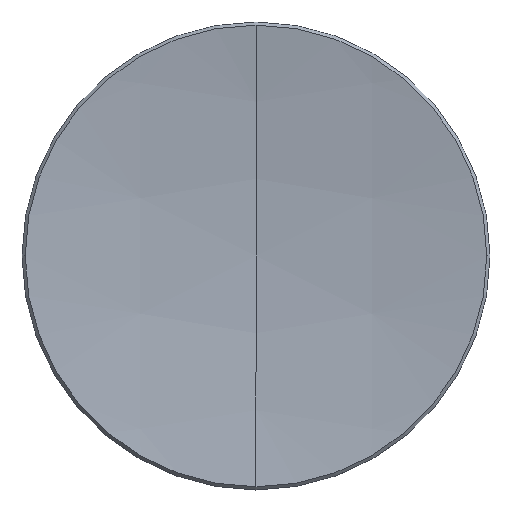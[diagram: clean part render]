
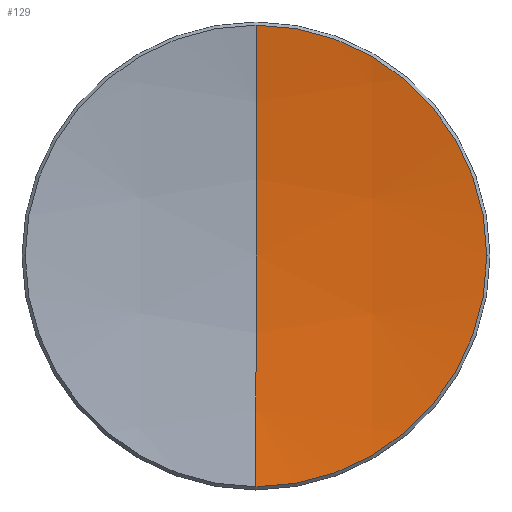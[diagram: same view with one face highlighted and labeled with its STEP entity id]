
A CAD part, top view. The second image highlights one B-rep face of the part: STEP entity #129.
In plain terms, the highlighted spherical face has radius 82.23 mm.
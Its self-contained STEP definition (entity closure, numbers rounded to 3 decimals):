
#11 = AXIS2_PLACEMENT_3D ( 'NONE', #150, #84, #267 ) ;
#13 = EDGE_CURVE ( 'NONE', #141, #225, #146, .T. ) ;
#15 = CARTESIAN_POINT ( 'NONE',  ( 0., 0., 5.973 ) ) ;
#21 = DIRECTION ( 'NONE',  ( 1., 0., 0. ) ) ;
#30 = ORIENTED_EDGE ( 'NONE', *, *, #275, .T. ) ;
#37 = DIRECTION ( 'NONE',  ( 0., -1., 0. ) ) ;
#48 = AXIS2_PLACEMENT_3D ( 'NONE', #295, #292, #184 ) ;
#73 = VERTEX_POINT ( 'NONE', #148 ) ;
#80 = CIRCLE ( 'NONE', #294, 12.527 ) ;
#81 = EDGE_LOOP ( 'NONE', ( #287, #262, #121, #30 ) ) ;
#84 = DIRECTION ( 'NONE',  ( 0., 0., 1. ) ) ;
#92 = CARTESIAN_POINT ( 'NONE',  ( 0., -12.527, 5.973 ) ) ;
#100 = CIRCLE ( 'NONE', #291, 82.23 ) ;
#105 = DIRECTION ( 'NONE',  ( 0., 1., 0. ) ) ;
#110 = DIRECTION ( 'NONE',  ( 0., 0., 1. ) ) ;
#121 = ORIENTED_EDGE ( 'NONE', *, *, #13, .T. ) ;
#129 = ADVANCED_FACE ( 'NONE', ( #174 ), #204, .F. ) ;
#130 = CARTESIAN_POINT ( 'NONE',  ( 0., 0., 87.243 ) ) ;
#141 = VERTEX_POINT ( 'NONE', #92 ) ;
#146 = CIRCLE ( 'NONE', #11, 12.527 ) ;
#148 = CARTESIAN_POINT ( 'NONE',  ( 0., 12.527, 5.973 ) ) ;
#150 = CARTESIAN_POINT ( 'NONE',  ( 0., 0., 5.973 ) ) ;
#155 = CIRCLE ( 'NONE', #48, 82.23 ) ;
#174 = FACE_OUTER_BOUND ( 'NONE', #81, .T. ) ;
#184 = DIRECTION ( 'NONE',  ( 0., 0., -1. ) ) ;
#190 = CARTESIAN_POINT ( 'NONE',  ( 0., 0., 5.013 ) ) ;
#204 = SPHERICAL_SURFACE ( 'NONE', #234, 82.23 ) ;
#225 = VERTEX_POINT ( 'NONE', #319 ) ;
#229 = EDGE_CURVE ( 'NONE', #310, #73, #155, .T. ) ;
#231 = DIRECTION ( 'NONE',  ( -1., 0., 0. ) ) ;
#232 = DIRECTION ( 'NONE',  ( -1., 0., 0. ) ) ;
#234 = AXIS2_PLACEMENT_3D ( 'NONE', #130, #232, #105 ) ;
#262 = ORIENTED_EDGE ( 'NONE', *, *, #331, .T. ) ;
#267 = DIRECTION ( 'NONE',  ( 1., 0., 0. ) ) ;
#275 = EDGE_CURVE ( 'NONE', #225, #73, #80, .T. ) ;
#287 = ORIENTED_EDGE ( 'NONE', *, *, #229, .F. ) ;
#291 = AXIS2_PLACEMENT_3D ( 'NONE', #314, #231, #37 ) ;
#292 = DIRECTION ( 'NONE',  ( 1., 0., 0. ) ) ;
#294 = AXIS2_PLACEMENT_3D ( 'NONE', #15, #110, #21 ) ;
#295 = CARTESIAN_POINT ( 'NONE',  ( 0., 0., 87.243 ) ) ;
#310 = VERTEX_POINT ( 'NONE', #190 ) ;
#314 = CARTESIAN_POINT ( 'NONE',  ( 0., 0., 87.243 ) ) ;
#319 = CARTESIAN_POINT ( 'NONE',  ( 12.527, 0., 5.973 ) ) ;
#331 = EDGE_CURVE ( 'NONE', #310, #141, #100, .T. ) ;
